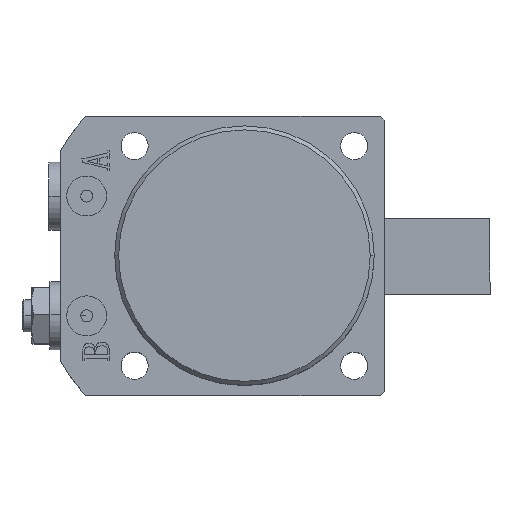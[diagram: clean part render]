
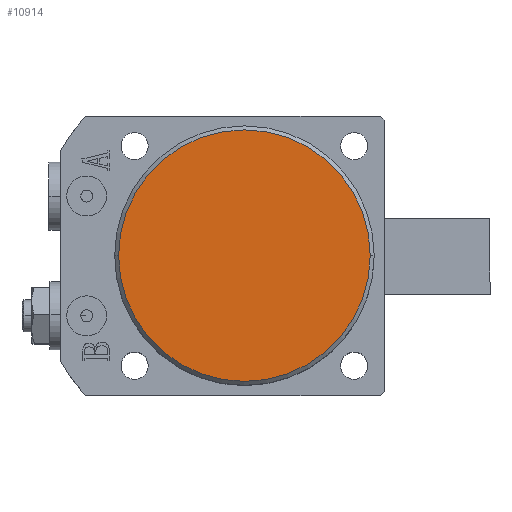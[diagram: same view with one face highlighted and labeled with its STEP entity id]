
A CAD part, top view. The second image highlights one B-rep face of the part: STEP entity #10914.
In plain terms, the highlighted planar face has unit normal (0, 0, 1).
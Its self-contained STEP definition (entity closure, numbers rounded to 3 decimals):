
#487 = VERTEX_POINT ( 'NONE', #6545 ) ;
#535 = EDGE_CURVE ( 'NONE', #487, #908, #5923, .T. ) ;
#908 = VERTEX_POINT ( 'NONE', #8348 ) ;
#929 = EDGE_LOOP ( 'NONE', ( #1108, #1107 ) ) ;
#1107 = ORIENTED_EDGE ( 'NONE', *, *, #9138, .T. ) ;
#1108 = ORIENTED_EDGE ( 'NONE', *, *, #535, .T. ) ;
#1853 = FACE_OUTER_BOUND ( 'NONE', #929, .T. ) ;
#3150 = CARTESIAN_POINT ( 'NONE',  ( 0., 0., 73.5 ) ) ;
#3155 = PLANE ( 'NONE',  #3525 ) ;
#3158 = DIRECTION ( 'NONE',  ( 0., 0., 1. ) ) ;
#3159 = DIRECTION ( 'NONE',  ( 1., 0., 0. ) ) ;
#3525 = AXIS2_PLACEMENT_3D ( 'NONE', #3150, #3158, #3159 ) ;
#5923 = CIRCLE ( 'NONE', #9873, 31.5 ) ;
#6545 = CARTESIAN_POINT ( 'NONE',  ( -31.5, 0., 73.5 ) ) ;
#8016 = CIRCLE ( 'NONE', #11516, 31.5 ) ;
#8348 = CARTESIAN_POINT ( 'NONE',  ( 31.5, 0., 73.5 ) ) ;
#9138 = EDGE_CURVE ( 'NONE', #908, #487, #8016, .T. ) ;
#9873 = AXIS2_PLACEMENT_3D ( 'NONE', #10141, #10142, #10143 ) ;
#10141 = CARTESIAN_POINT ( 'NONE',  ( 0., 0., 73.5 ) ) ;
#10142 = DIRECTION ( 'NONE',  ( 0., 0., 1. ) ) ;
#10143 = DIRECTION ( 'NONE',  ( 1., 0., 0. ) ) ;
#10914 = ADVANCED_FACE ( 'NONE', ( #1853 ), #3155, .T. ) ;
#11126 = CARTESIAN_POINT ( 'NONE',  ( 0., 0., 73.5 ) ) ;
#11127 = DIRECTION ( 'NONE',  ( 0., 0., 1. ) ) ;
#11128 = DIRECTION ( 'NONE',  ( 1., 0., 0. ) ) ;
#11516 = AXIS2_PLACEMENT_3D ( 'NONE', #11126, #11127, #11128 ) ;
